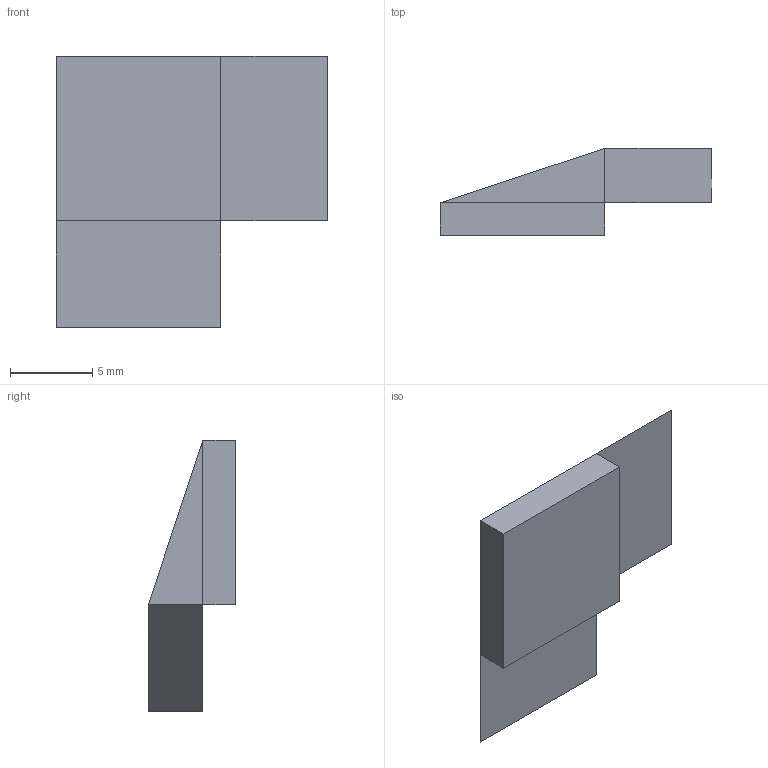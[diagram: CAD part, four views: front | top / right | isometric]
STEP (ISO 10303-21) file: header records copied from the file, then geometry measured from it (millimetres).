
FILE_DESCRIPTION((''),'2;1');
FILE_NAME('Test-Loft.stp','2014-03-04T19:17:19',('Jan Felix'),(''),'Autodesk Inventor 2013','Autodesk Inventor 2013','');
FILE_SCHEMA(('AUTOMOTIVE_DESIGN { 1 0 10303 214 1 1 1 1 }'));
Length unit declared in the file: millimetre
Products named in the file (1): Test-Loft
Bounding box: 16.5 x 5.3 x 16.5 mm (x, y, z)
Volume: 414.5 mm3; surface area: 655.8 mm2
Topology: 1 solids, 1 shells, 16 faces, 41 edges, 37 vertices
Faces by surface type: plane 16
Entity records: 540 total; most frequent: CARTESIAN_POINT 84, DIRECTION 75, ORIENTED_EDGE 60, VECTOR 41, LINE 41, EDGE_CURVE 30, AXIS2_PLACEMENT_3D 17, PLANE 16
